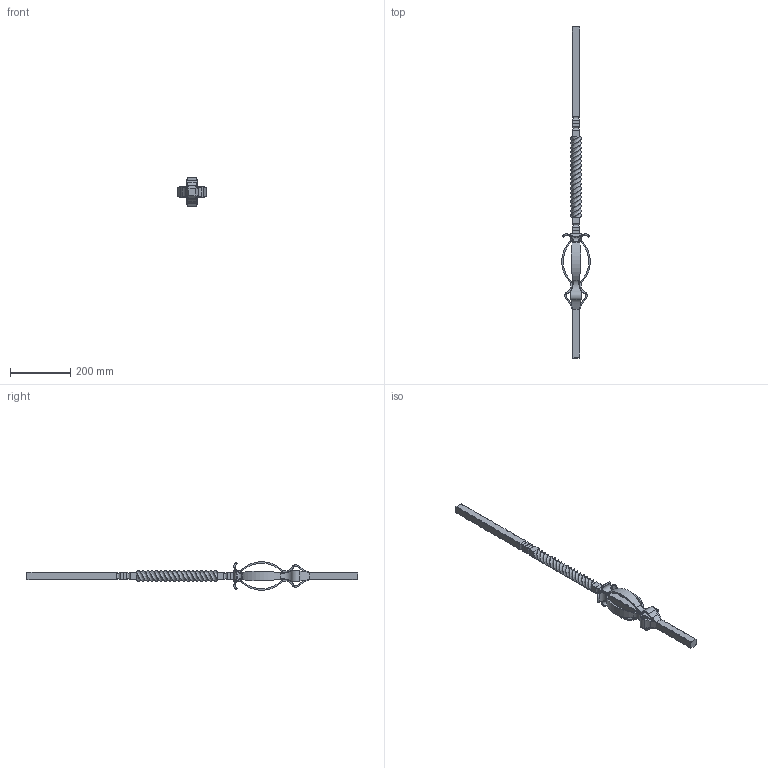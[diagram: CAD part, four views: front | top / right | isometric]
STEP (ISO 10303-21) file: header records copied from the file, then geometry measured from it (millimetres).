
FILE_DESCRIPTION (( 'STEP AP203' ), '1' );
FILE_NAME ('1012.STEP', '2023-05-11T11:54:14', ( '' ), ( '' ), 'SwSTEP 2.0', 'SolidWorks 2018', '' );
FILE_SCHEMA (( 'CONFIG_CONTROL_DESIGN' ));
Length unit declared in the file: millimetre
Products named in the file (1): 1012
Bounding box: 94.56 x 1100 x 94.56 mm (x, y, z)
Volume: 839110.2 mm3; surface area: 197907.4 mm2
Topology: 5 solids, 5 shells, 498 faces, 1525 edges, 872 vertices
Faces by surface type: plane 173, cylinder 128, bspline 103, torus 94
Entity records: 22796 total; most frequent: CARTESIAN_POINT 11241, ORIENTED_EDGE 2678, DIRECTION 1903, EDGE_CURVE 1339, VERTEX_POINT 872, VECTOR 715, LINE 715, AXIS2_PLACEMENT_3D 594
